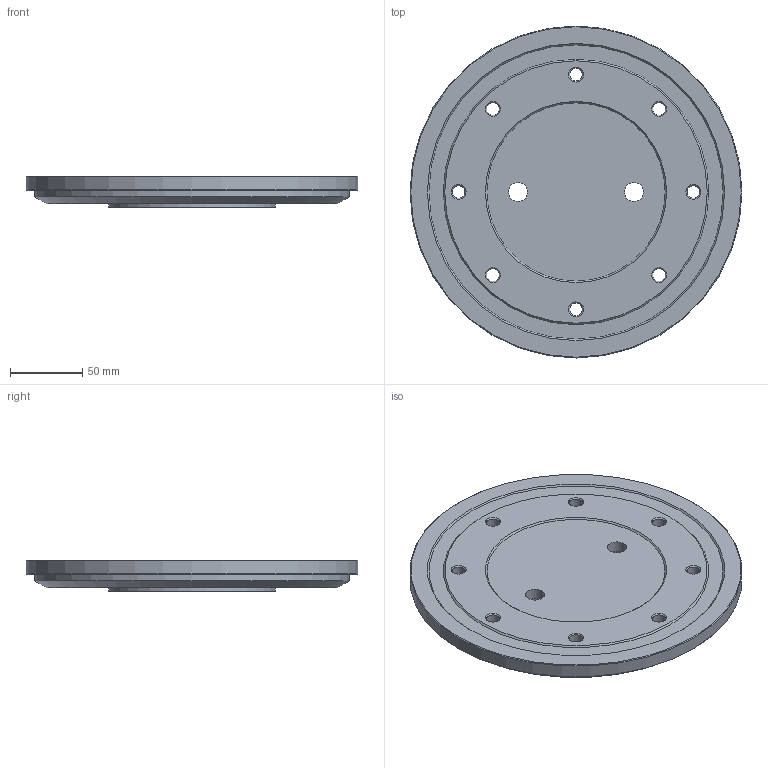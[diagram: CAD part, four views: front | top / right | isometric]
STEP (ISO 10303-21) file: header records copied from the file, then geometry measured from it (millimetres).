
FILE_DESCRIPTION(/* description */ (''),/* implementation_level */ '2;1');
FILE_NAME(/* name */ '3310098 Base Giratoria.stp',/* time_stamp */ '2021-10-28T08:39:41+02:00',/* author */ (''),/* organization */ (''),/* preprocessor_version */ 'ST-DEVELOPER v16',/* originating_system */ 'SIEMENS PLM Software NX 11.0',/* authorisation */ '');
FILE_SCHEMA (('AUTOMOTIVE_DESIGN { 1 0 10303 214 3 1 1 1 }'));
Length unit declared in the file: millimetre
Products named in the file (1): 3310098 Base Giratoria
Bounding box: 229 x 229 x 22 mm (x, y, z)
Volume: 724997.1 mm3; surface area: 99385.4 mm2
Topology: 1 solids, 1 shells, 47 faces, 105 edges, 67 vertices
Faces by surface type: cone 23, cylinder 15, plane 9
Full cylindrical faces by diameter (mm): 8.782 x8, 13 x2, 20 x2, 115 x1, 217 x1, 229 x1
Entity records: 1098 total; most frequent: DIRECTION 208, CARTESIAN_POINT 160, FACE_BOUND 112, EDGE_LOOP 112, ORIENTED_EDGE 112, AXIS2_PLACEMENT_3D 104, VERTEX_POINT 56, EDGE_CURVE 56
